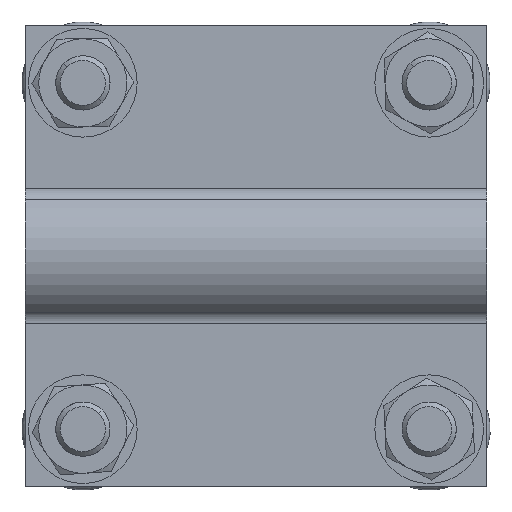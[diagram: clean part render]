
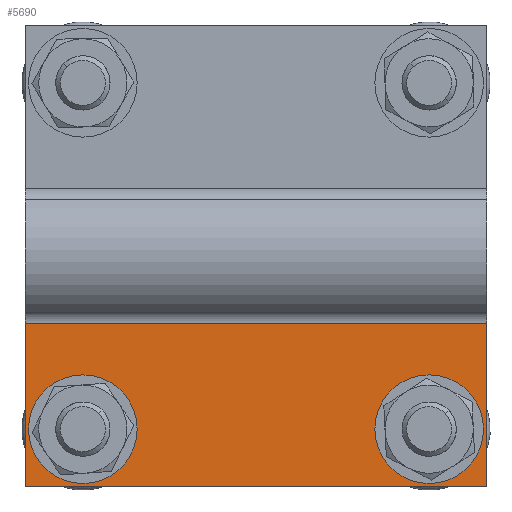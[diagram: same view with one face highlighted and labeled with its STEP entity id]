
A CAD part, front view. The second image highlights one B-rep face of the part: STEP entity #5690.
In plain terms, the highlighted face is planar.
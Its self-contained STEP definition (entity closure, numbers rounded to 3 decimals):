
#17 = DIRECTION ( 'NONE',  ( 0., 0., 1. ) ) ;
#41 = VERTEX_POINT ( 'NONE', #6659 ) ;
#52 = DIRECTION ( 'NONE',  ( 1., 0., 0. ) ) ;
#56 = ORIENTED_EDGE ( 'NONE', *, *, #4188, .T. ) ;
#93 = CARTESIAN_POINT ( 'NONE',  ( -29.75, 2., -34. ) ) ;
#113 = PLANE ( 'NONE',  #5405 ) ;
#174 = VERTEX_POINT ( 'NONE', #2568 ) ;
#175 = CARTESIAN_POINT ( 'NONE',  ( -9.887, 2., -34. ) ) ;
#260 = DIRECTION ( 'NONE',  ( 1., 0., 0. ) ) ;
#304 = LINE ( 'NONE', #6310, #5325 ) ;
#306 = CARTESIAN_POINT ( 'NONE',  ( -21.25, 2., 21.25 ) ) ;
#465 = VECTOR ( 'NONE', #5137, 1000. ) ;
#509 = ORIENTED_EDGE ( 'NONE', *, *, #2723, .T. ) ;
#518 = EDGE_CURVE ( 'NONE', #3766, #4785, #4943, .T. ) ;
#572 = VECTOR ( 'NONE', #17, 1000. ) ;
#623 = LINE ( 'NONE', #6616, #2310 ) ;
#734 = CARTESIAN_POINT ( 'NONE',  ( -7.6, 2., -34. ) ) ;
#761 = FACE_BOUND ( 'NONE', #2822, .T. ) ;
#820 = CARTESIAN_POINT ( 'NONE',  ( -9.887, 2., 34. ) ) ;
#841 = DIRECTION ( 'NONE',  ( 0., 0., 1. ) ) ;
#915 = CARTESIAN_POINT ( 'NONE',  ( -34., 2., -34. ) ) ;
#975 = LINE ( 'NONE', #3202, #1257 ) ;
#1185 = EDGE_CURVE ( 'NONE', #5815, #41, #6816, .T. ) ;
#1199 = VERTEX_POINT ( 'NONE', #5687 ) ;
#1228 = LINE ( 'NONE', #5193, #5865 ) ;
#1238 = VERTEX_POINT ( 'NONE', #175 ) ;
#1257 = VECTOR ( 'NONE', #4936, 1000. ) ;
#1321 = CARTESIAN_POINT ( 'NONE',  ( -29.75, 2., -34. ) ) ;
#1333 = CARTESIAN_POINT ( 'NONE',  ( -7.6, 2., -34. ) ) ;
#1344 = DIRECTION ( 'NONE',  ( -1., 0., 0. ) ) ;
#1379 = VECTOR ( 'NONE', #52, 1000. ) ;
#1682 = ORIENTED_EDGE ( 'NONE', *, *, #1185, .T. ) ;
#1846 = DIRECTION ( 'NONE',  ( -1., 0., 0. ) ) ;
#1900 = EDGE_CURVE ( 'NONE', #2200, #3762, #623, .T. ) ;
#2037 = CARTESIAN_POINT ( 'NONE',  ( -7.6, 2., 34. ) ) ;
#2186 = LINE ( 'NONE', #93, #2854 ) ;
#2196 = CARTESIAN_POINT ( 'NONE',  ( -29.75, 2., -21.25 ) ) ;
#2200 = VERTEX_POINT ( 'NONE', #3534 ) ;
#2277 = LINE ( 'NONE', #6513, #1379 ) ;
#2290 = DIRECTION ( 'NONE',  ( 0., 0., -1. ) ) ;
#2310 = VECTOR ( 'NONE', #1846, 1000. ) ;
#2429 = VECTOR ( 'NONE', #3265, 1000. ) ;
#2481 = VERTEX_POINT ( 'NONE', #820 ) ;
#2568 = CARTESIAN_POINT ( 'NONE',  ( -34., 2., -34. ) ) ;
#2723 = EDGE_CURVE ( 'NONE', #3762, #4739, #2186, .T. ) ;
#2753 = CARTESIAN_POINT ( 'NONE',  ( -21.25, 2., -29.75 ) ) ;
#2822 = EDGE_LOOP ( 'NONE', ( #6151, #509, #5938, #56 ) ) ;
#2845 = CARTESIAN_POINT ( 'NONE',  ( -21.25, 2., -34. ) ) ;
#2854 = VECTOR ( 'NONE', #2290, 1000. ) ;
#2886 = LINE ( 'NONE', #2037, #2429 ) ;
#2896 = EDGE_CURVE ( 'NONE', #4785, #5815, #304, .T. ) ;
#2990 = VECTOR ( 'NONE', #5122, 1000. ) ;
#3119 = DIRECTION ( 'NONE',  ( 0., 0., 1. ) ) ;
#3188 = EDGE_LOOP ( 'NONE', ( #6277, #3691, #1682, #4823 ) ) ;
#3202 = CARTESIAN_POINT ( 'NONE',  ( -21.25, 2., -34. ) ) ;
#3263 = CARTESIAN_POINT ( 'NONE',  ( -29.75, 2., 29.75 ) ) ;
#3265 = DIRECTION ( 'NONE',  ( -1., 0., 0. ) ) ;
#3467 = DIRECTION ( 'NONE',  ( -1., 0., 0. ) ) ;
#3534 = CARTESIAN_POINT ( 'NONE',  ( -21.25, 2., 29.75 ) ) ;
#3535 = VERTEX_POINT ( 'NONE', #306 ) ;
#3538 = DIRECTION ( 'NONE',  ( 0., 1., 0. ) ) ;
#3545 = ORIENTED_EDGE ( 'NONE', *, *, #3747, .T. ) ;
#3596 = CARTESIAN_POINT ( 'NONE',  ( -29.75, 2., 21.25 ) ) ;
#3637 = VECTOR ( 'NONE', #3119, 1000. ) ;
#3658 = LINE ( 'NONE', #915, #3637 ) ;
#3691 = ORIENTED_EDGE ( 'NONE', *, *, #2896, .T. ) ;
#3747 = EDGE_CURVE ( 'NONE', #174, #1199, #3658, .T. ) ;
#3762 = VERTEX_POINT ( 'NONE', #3263 ) ;
#3766 = VERTEX_POINT ( 'NONE', #2753 ) ;
#3844 = ORIENTED_EDGE ( 'NONE', *, *, #6268, .F. ) ;
#4188 = EDGE_CURVE ( 'NONE', #3535, #2200, #975, .T. ) ;
#4739 = VERTEX_POINT ( 'NONE', #3596 ) ;
#4785 = VERTEX_POINT ( 'NONE', #6317 ) ;
#4823 = ORIENTED_EDGE ( 'NONE', *, *, #5578, .T. ) ;
#4936 = DIRECTION ( 'NONE',  ( 0., 0., 1. ) ) ;
#4943 = LINE ( 'NONE', #2845, #572 ) ;
#5122 = DIRECTION ( 'NONE',  ( -1., 0., 0. ) ) ;
#5137 = DIRECTION ( 'NONE',  ( 0., 0., -1. ) ) ;
#5193 = CARTESIAN_POINT ( 'NONE',  ( -7.6, 2., 21.25 ) ) ;
#5202 = EDGE_CURVE ( 'NONE', #1238, #174, #5228, .T. ) ;
#5228 = LINE ( 'NONE', #734, #2990 ) ;
#5322 = EDGE_CURVE ( 'NONE', #1238, #2481, #6761, .T. ) ;
#5325 = VECTOR ( 'NONE', #1344, 1000. ) ;
#5405 = AXIS2_PLACEMENT_3D ( 'NONE', #1333, #3538, #3467 ) ;
#5578 = EDGE_CURVE ( 'NONE', #41, #3766, #2277, .T. ) ;
#5590 = ORIENTED_EDGE ( 'NONE', *, *, #5322, .F. ) ;
#5687 = CARTESIAN_POINT ( 'NONE',  ( -34., 2., 34. ) ) ;
#5690 = ADVANCED_FACE ( 'NONE', ( #5698, #761, #6157 ), #113, .T. ) ;
#5698 = FACE_OUTER_BOUND ( 'NONE', #6778, .T. ) ;
#5706 = EDGE_CURVE ( 'NONE', #4739, #3535, #1228, .T. ) ;
#5778 = CARTESIAN_POINT ( 'NONE',  ( -9.887, 2., -34. ) ) ;
#5815 = VERTEX_POINT ( 'NONE', #2196 ) ;
#5865 = VECTOR ( 'NONE', #260, 1000. ) ;
#5938 = ORIENTED_EDGE ( 'NONE', *, *, #5706, .T. ) ;
#6151 = ORIENTED_EDGE ( 'NONE', *, *, #1900, .T. ) ;
#6157 = FACE_BOUND ( 'NONE', #3188, .T. ) ;
#6218 = VECTOR ( 'NONE', #841, 1000. ) ;
#6268 = EDGE_CURVE ( 'NONE', #2481, #1199, #2886, .T. ) ;
#6277 = ORIENTED_EDGE ( 'NONE', *, *, #518, .T. ) ;
#6310 = CARTESIAN_POINT ( 'NONE',  ( -7.6, 2., -21.25 ) ) ;
#6317 = CARTESIAN_POINT ( 'NONE',  ( -21.25, 2., -21.25 ) ) ;
#6513 = CARTESIAN_POINT ( 'NONE',  ( -7.6, 2., -29.75 ) ) ;
#6592 = ORIENTED_EDGE ( 'NONE', *, *, #5202, .T. ) ;
#6616 = CARTESIAN_POINT ( 'NONE',  ( -7.6, 2., 29.75 ) ) ;
#6659 = CARTESIAN_POINT ( 'NONE',  ( -29.75, 2., -29.75 ) ) ;
#6761 = LINE ( 'NONE', #5778, #6218 ) ;
#6778 = EDGE_LOOP ( 'NONE', ( #3844, #5590, #6592, #3545 ) ) ;
#6816 = LINE ( 'NONE', #1321, #465 ) ;
